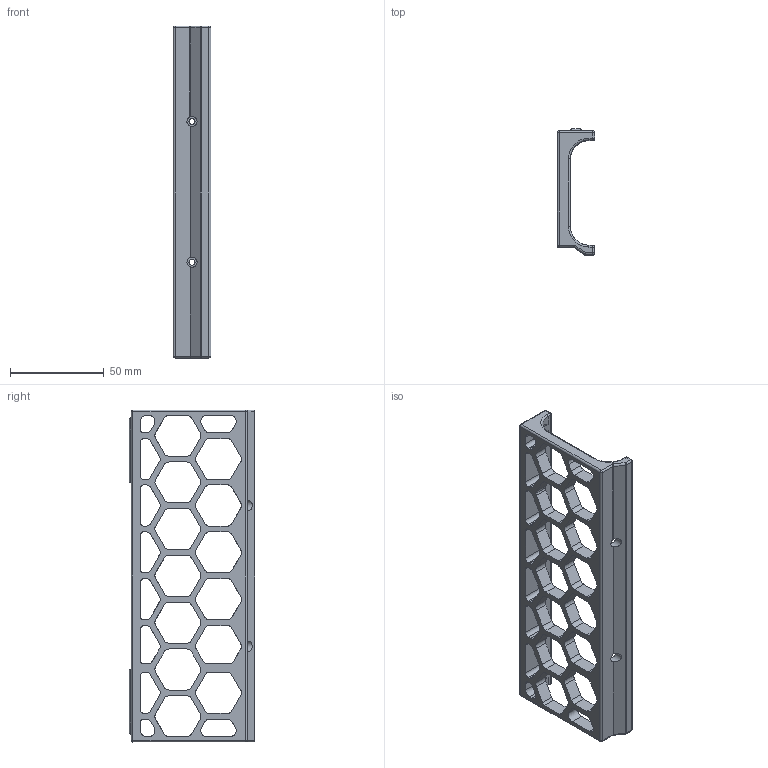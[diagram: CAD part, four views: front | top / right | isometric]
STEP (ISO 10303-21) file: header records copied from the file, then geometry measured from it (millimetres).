
FILE_DESCRIPTION(/* description */ (''),/* implementation_level */ '2;1');
FILE_NAME(/* name */ 'V2.4_Fanless_Middle_Skirt.step',/* time_stamp */ '2024-02-29T13:52:42-06:00',/* author */ (''),/* organization */ (''),/* preprocessor_version */ 'ST-DEVELOPER v20',/* originating_system */ 'Autodesk Translation Framework v12.20.1.177',/* authorisation */ '');
FILE_SCHEMA (('AUTOMOTIVE_DESIGN { 1 0 10303 214 3 1 1 }'));
Length unit declared in the file: millimetre
Products named in the file (1): MS
Bounding box: 20 x 67 x 177 mm (x, y, z)
Volume: 52643.4 mm3; surface area: 31371.7 mm2
Topology: 1 solids, 1 shells, 329 faces, 1003 edges, 650 vertices
Faces by surface type: cylinder 168, plane 142, sphere 14, torus 4, bspline 1
Full cylindrical faces by diameter (mm): 3.2 x2, 5.4 x2
Entity records: 11859 total; most frequent: CARTESIAN_POINT 2577, ORIENTED_EDGE 2004, DIRECTION 1942, EDGE_CURVE 1002, AXIS2_PLACEMENT_3D 678, VERTEX_POINT 650, LINE 586, VECTOR 586
